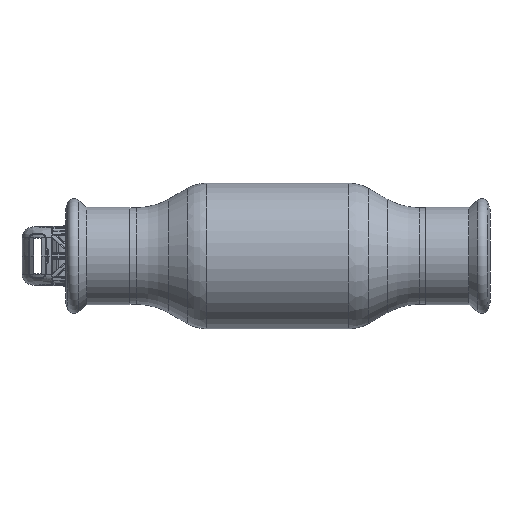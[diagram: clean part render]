
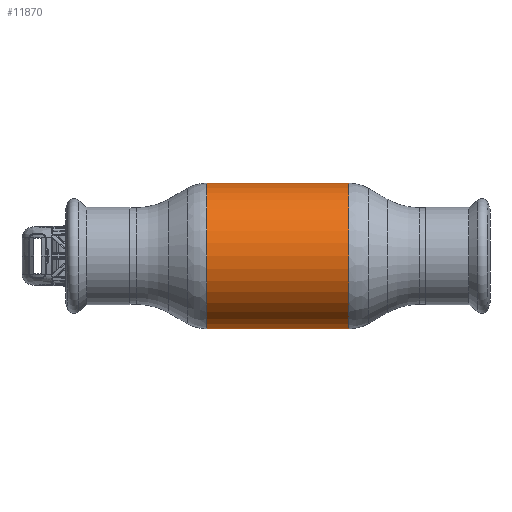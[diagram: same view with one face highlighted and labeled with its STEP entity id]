
A CAD part, front view. The second image highlights one B-rep face of the part: STEP entity #11870.
In plain terms, the highlighted cylindrical face has radius 34 mm (diameter 68 mm), a partial arc.
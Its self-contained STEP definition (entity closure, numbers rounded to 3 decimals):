
#3895 = EDGE_CURVE ( 'NONE', #35114, #4265, #40227, .T. ) ;
#4265 = VERTEX_POINT ( 'NONE', #55044 ) ;
#6918 = VECTOR ( 'NONE', #11185, 1000. ) ;
#9040 = EDGE_CURVE ( 'NONE', #57180, #13218, #54965, .T. ) ;
#11185 = DIRECTION ( 'NONE',  ( -1., 0., 0. ) ) ;
#11242 = CIRCLE ( 'NONE', #48988, 34. ) ;
#11870 = ADVANCED_FACE ( 'NONE', ( #12599 ), #54146, .T. ) ;
#12599 = FACE_OUTER_BOUND ( 'NONE', #47675, .T. ) ;
#13218 = VERTEX_POINT ( 'NONE', #66288 ) ;
#14601 = ORIENTED_EDGE ( 'NONE', *, *, #44299, .T. ) ;
#18785 = DIRECTION ( 'NONE',  ( 0., 0., 1. ) ) ;
#21905 = AXIS2_PLACEMENT_3D ( 'NONE', #61139, #50205, #65911 ) ;
#31259 = ORIENTED_EDGE ( 'NONE', *, *, #3895, .F. ) ;
#34181 = CARTESIAN_POINT ( 'NONE',  ( -62.69, 0., 0. ) ) ;
#35114 = VERTEX_POINT ( 'NONE', #48964 ) ;
#35975 = CARTESIAN_POINT ( 'NONE',  ( 33.177, 0., 34. ) ) ;
#39383 = ORIENTED_EDGE ( 'NONE', *, *, #65813, .F. ) ;
#40186 = CIRCLE ( 'NONE', #21905, 34. ) ;
#40227 = LINE ( 'NONE', #46930, #6918 ) ;
#44299 = EDGE_CURVE ( 'NONE', #35114, #57180, #40186, .T. ) ;
#46930 = CARTESIAN_POINT ( 'NONE',  ( -62.69, 0., -34. ) ) ;
#47675 = EDGE_LOOP ( 'NONE', ( #31259, #14601, #48062, #39383 ) ) ;
#48062 = ORIENTED_EDGE ( 'NONE', *, *, #9040, .T. ) ;
#48964 = CARTESIAN_POINT ( 'NONE',  ( 33.177, 0., -34. ) ) ;
#48988 = AXIS2_PLACEMENT_3D ( 'NONE', #65670, #60219, #18785 ) ;
#50145 = DIRECTION ( 'NONE',  ( 0., 0., 1. ) ) ;
#50205 = DIRECTION ( 'NONE',  ( -1., 0., 0. ) ) ;
#50600 = DIRECTION ( 'NONE',  ( -1., 0., 0. ) ) ;
#54146 = CYLINDRICAL_SURFACE ( 'NONE', #63903, 34. ) ;
#54785 = DIRECTION ( 'NONE',  ( -1., 0., 0. ) ) ;
#54965 = LINE ( 'NONE', #65023, #65545 ) ;
#55044 = CARTESIAN_POINT ( 'NONE',  ( -33.177, 0., -34. ) ) ;
#57180 = VERTEX_POINT ( 'NONE', #35975 ) ;
#60219 = DIRECTION ( 'NONE',  ( -1., 0., 0. ) ) ;
#61139 = CARTESIAN_POINT ( 'NONE',  ( 33.177, 0., 0. ) ) ;
#63903 = AXIS2_PLACEMENT_3D ( 'NONE', #34181, #50600, #50145 ) ;
#65023 = CARTESIAN_POINT ( 'NONE',  ( -62.69, 0., 34. ) ) ;
#65545 = VECTOR ( 'NONE', #54785, 1000. ) ;
#65670 = CARTESIAN_POINT ( 'NONE',  ( -33.177, 0., 0. ) ) ;
#65813 = EDGE_CURVE ( 'NONE', #4265, #13218, #11242, .T. ) ;
#65911 = DIRECTION ( 'NONE',  ( 0., 0., 1. ) ) ;
#66288 = CARTESIAN_POINT ( 'NONE',  ( -33.177, 0., 34. ) ) ;
